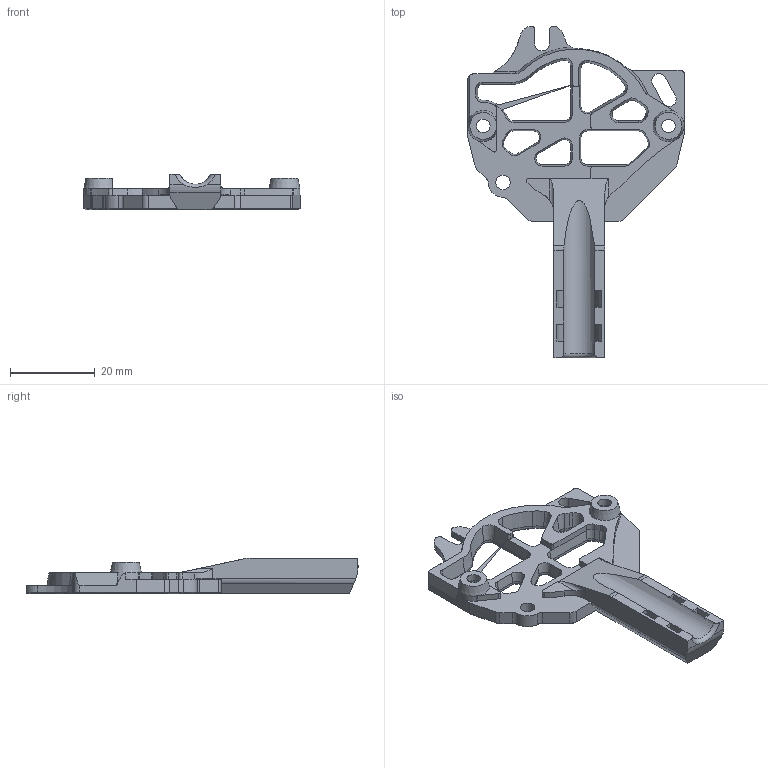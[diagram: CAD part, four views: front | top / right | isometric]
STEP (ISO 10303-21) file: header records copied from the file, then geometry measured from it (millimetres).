
FILE_DESCRIPTION(/* description */ (''),/* implementation_level */ '2;1');
FILE_NAME(/* name */ 'NH36_WWBMG_A4T_mount.step',/* time_stamp */ '2025-05-09T16:37:54-05:00',/* author */ (''),/* organization */ (''),/* preprocessor_version */ 'ST-DEVELOPER v20.1',/* originating_system */ 'Autodesk Translation Framework v14.4.0.0',/* authorisation */ '');
FILE_SCHEMA (('AUTOMOTIVE_DESIGN { 1 0 10303 214 3 1 1 }'));
Length unit declared in the file: millimetre
Products named in the file (2): Redux_Assembly; Component2
Assembly tree (1 placements, depth 2):
  Redux_Assembly
    Component2
Bounding box: 51.24 x 78.57 x 8.5 mm (x, y, z)
Volume: 7342.5 mm3; surface area: 6076.7 mm2
Topology: 1 solids, 1 shells, 330 faces, 840 edges, 504 vertices
Faces by surface type: plane 123, cylinder 103, cone 100, bspline 3, torus 1
Full cylindrical faces by diameter (mm): 3.2 x2, 3.4 x1, 4.7 x2
Entity records: 10138 total; most frequent: CARTESIAN_POINT 1944, DIRECTION 1781, ORIENTED_EDGE 1680, EDGE_CURVE 840, AXIS2_PLACEMENT_3D 641, VERTEX_POINT 504, LINE 499, VECTOR 499
